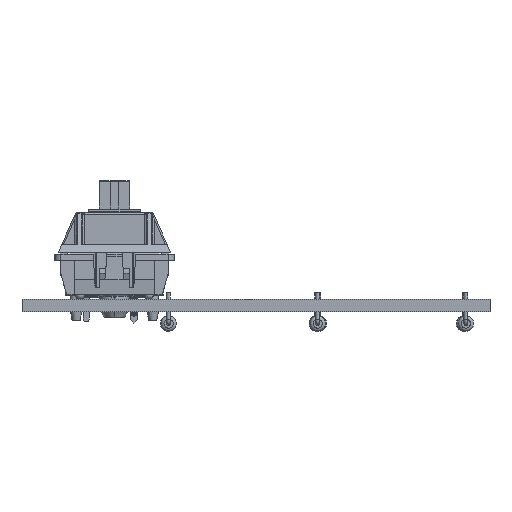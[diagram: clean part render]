
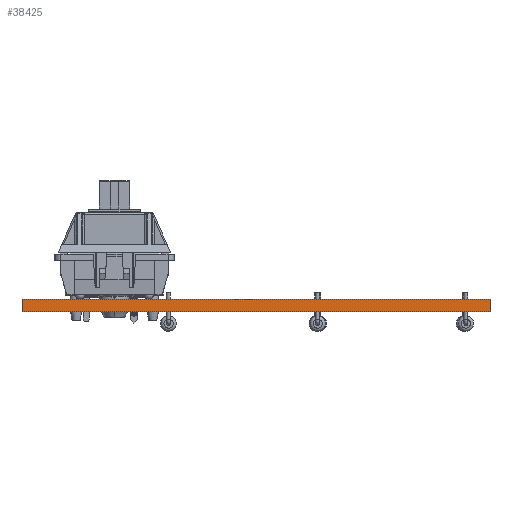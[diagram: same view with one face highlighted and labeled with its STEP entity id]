
A CAD part, front view. The second image highlights one B-rep face of the part: STEP entity #38425.
In plain terms, the highlighted planar face has unit normal (0, -1, 0).
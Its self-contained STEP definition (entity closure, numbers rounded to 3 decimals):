
#38425 = ADVANCED_FACE('',(#38426),#38460,.T.);
#38426 = FACE_BOUND('',#38427,.T.);
#38427 = EDGE_LOOP('',(#38428,#38438,#38446,#38454));
#38428 = ORIENTED_EDGE('',*,*,#38429,.T.);
#38429 = EDGE_CURVE('',#38430,#38432,#38434,.T.);
#38430 = VERTEX_POINT('',#38431);
#38431 = CARTESIAN_POINT('',(197.05,-135.8,0.));
#38432 = VERTEX_POINT('',#38433);
#38433 = CARTESIAN_POINT('',(197.05,-135.8,1.6));
#38434 = LINE('',#38435,#38436);
#38435 = CARTESIAN_POINT('',(197.05,-135.8,0.));
#38436 = VECTOR('',#38437,1.);
#38437 = DIRECTION('',(0.,0.,1.));
#38438 = ORIENTED_EDGE('',*,*,#38439,.T.);
#38439 = EDGE_CURVE('',#38432,#38440,#38442,.T.);
#38440 = VERTEX_POINT('',#38441);
#38441 = CARTESIAN_POINT('',(135.97,-135.8,1.6));
#38442 = LINE('',#38443,#38444);
#38443 = CARTESIAN_POINT('',(197.05,-135.8,1.6));
#38444 = VECTOR('',#38445,1.);
#38445 = DIRECTION('',(-1.,0.,0.));
#38446 = ORIENTED_EDGE('',*,*,#38447,.F.);
#38447 = EDGE_CURVE('',#38448,#38440,#38450,.T.);
#38448 = VERTEX_POINT('',#38449);
#38449 = CARTESIAN_POINT('',(135.97,-135.8,0.));
#38450 = LINE('',#38451,#38452);
#38451 = CARTESIAN_POINT('',(135.97,-135.8,0.));
#38452 = VECTOR('',#38453,1.);
#38453 = DIRECTION('',(0.,0.,1.));
#38454 = ORIENTED_EDGE('',*,*,#38455,.F.);
#38455 = EDGE_CURVE('',#38430,#38448,#38456,.T.);
#38456 = LINE('',#38457,#38458);
#38457 = CARTESIAN_POINT('',(197.05,-135.8,0.));
#38458 = VECTOR('',#38459,1.);
#38459 = DIRECTION('',(-1.,0.,0.));
#38460 = PLANE('',#38461);
#38461 = AXIS2_PLACEMENT_3D('',#38462,#38463,#38464);
#38462 = CARTESIAN_POINT('',(197.05,-135.8,0.));
#38463 = DIRECTION('',(0.,-1.,0.));
#38464 = DIRECTION('',(-1.,0.,0.));
